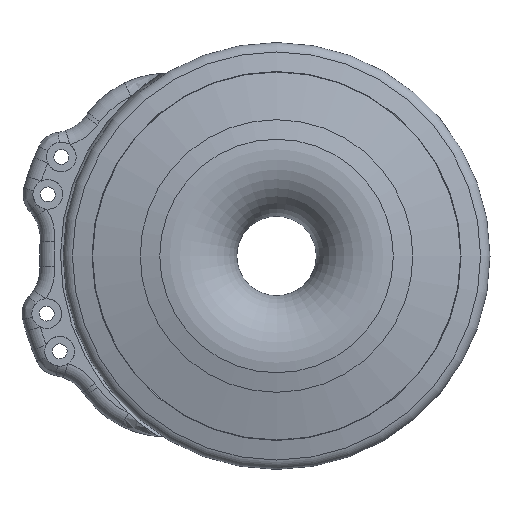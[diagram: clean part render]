
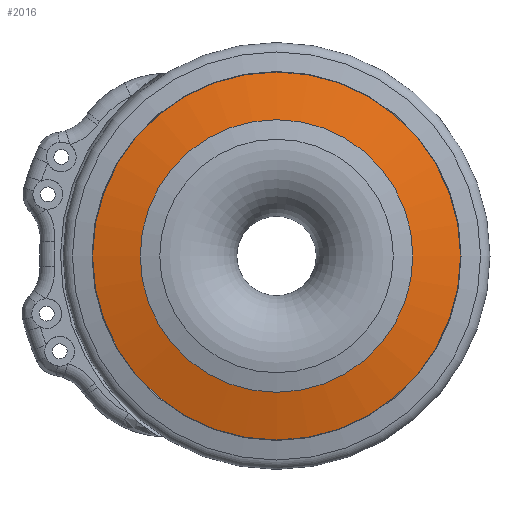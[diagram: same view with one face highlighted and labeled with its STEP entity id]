
A CAD part, left-side view. The second image highlights one B-rep face of the part: STEP entity #2016.
In plain terms, the highlighted conical face has half-angle 76 degrees and reference radius 16.109 mm.
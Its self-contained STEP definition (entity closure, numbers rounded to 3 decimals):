
#15=CONICAL_SURFACE('',#2317,16.109,1.326);
#103=LINE('',#4143,#156);
#156=VECTOR('',#2952,16.109);
#369=FACE_OUTER_BOUND('',#505,.T.);
#505=EDGE_LOOP('',(#1760,#1761,#1762,#1763));
#695=CIRCLE('',#2318,18.535);
#696=CIRCLE('',#2319,13.683);
#892=VERTEX_POINT('',#4140);
#893=VERTEX_POINT('',#4142);
#1184=EDGE_CURVE('',#892,#892,#695,.T.);
#1185=EDGE_CURVE('',#892,#893,#103,.T.);
#1186=EDGE_CURVE('',#893,#893,#696,.T.);
#1760=ORIENTED_EDGE('',*,*,#1184,.F.);
#1761=ORIENTED_EDGE('',*,*,#1185,.T.);
#1762=ORIENTED_EDGE('',*,*,#1186,.T.);
#1763=ORIENTED_EDGE('',*,*,#1185,.F.);
#2016=ADVANCED_FACE('',(#369),#15,.T.);
#2317=AXIS2_PLACEMENT_3D('',#4139,#2948,#2949);
#2318=AXIS2_PLACEMENT_3D('',#4141,#2950,#2951);
#2319=AXIS2_PLACEMENT_3D('',#4144,#2953,#2954);
#2948=DIRECTION('center_axis',(1.,0.,0.));
#2949=DIRECTION('ref_axis',(0.,1.,0.));
#2950=DIRECTION('center_axis',(1.,0.,0.));
#2951=DIRECTION('ref_axis',(0.,0.,1.));
#2952=DIRECTION('',(-0.242,0.97,0.));
#2953=DIRECTION('center_axis',(1.,0.,0.));
#2954=DIRECTION('ref_axis',(0.,0.,1.));
#4139=CARTESIAN_POINT('Origin',(-8.115,0.,0.));
#4140=CARTESIAN_POINT('',(-7.51,-18.535,0.));
#4141=CARTESIAN_POINT('Origin',(-7.51,0.,0.));
#4142=CARTESIAN_POINT('',(-8.719,-13.683,0.));
#4143=CARTESIAN_POINT('',(-8.115,-16.109,0.));
#4144=CARTESIAN_POINT('Origin',(-8.719,0.,0.));
